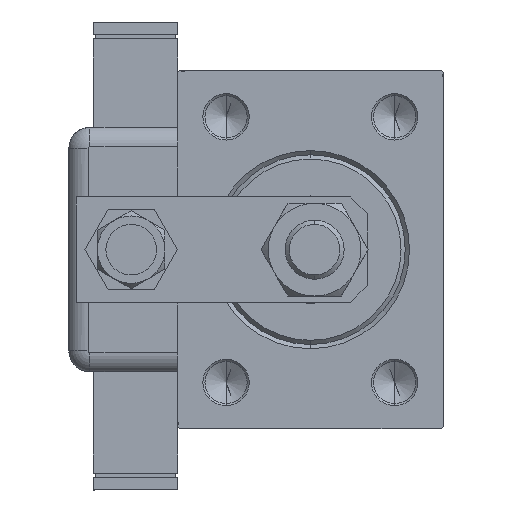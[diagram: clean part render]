
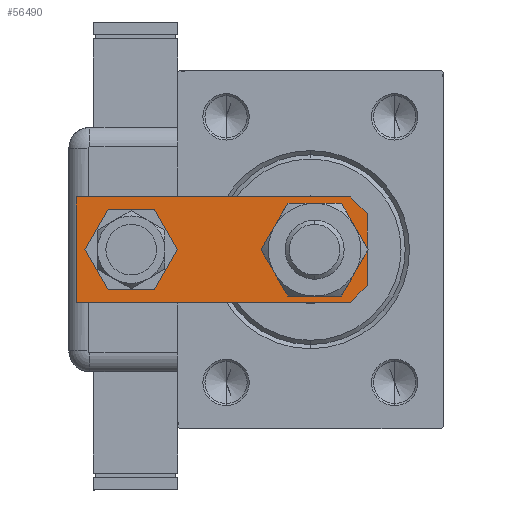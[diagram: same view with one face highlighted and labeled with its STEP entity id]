
A CAD part, left-side view. The second image highlights one B-rep face of the part: STEP entity #56490.
In plain terms, the highlighted face is planar.
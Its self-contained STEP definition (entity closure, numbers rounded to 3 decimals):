
#613 = EDGE_CURVE ( 'NONE', #17486, #59152, #45697, .T. ) ;
#1310 = VECTOR ( 'NONE', #43855, 1000. ) ;
#2535 = DIRECTION ( 'NONE',  ( 1., 0., 0. ) ) ;
#2761 = CIRCLE ( 'NONE', #59035, 7. ) ;
#3364 = EDGE_CURVE ( 'NONE', #4485, #4628, #55271, .T. ) ;
#3664 = VECTOR ( 'NONE', #39062, 1000. ) ;
#4375 = ORIENTED_EDGE ( 'NONE', *, *, #26243, .T. ) ;
#4485 = VERTEX_POINT ( 'NONE', #38886 ) ;
#4628 = VERTEX_POINT ( 'NONE', #19583 ) ;
#4952 = EDGE_CURVE ( 'NONE', #9818, #42965, #48890, .T. ) ;
#5358 = CARTESIAN_POINT ( 'NONE',  ( 12.5, 4., 0. ) ) ;
#5547 = CIRCLE ( 'NONE', #9570, 7. ) ;
#6250 = AXIS2_PLACEMENT_3D ( 'NONE', #36359, #7699, #22190 ) ;
#6272 = DIRECTION ( 'NONE',  ( 0., 0., 1. ) ) ;
#7385 = PLANE ( 'NONE',  #6250 ) ;
#7699 = DIRECTION ( 'NONE',  ( 0., 0., 1. ) ) ;
#7881 = DIRECTION ( 'NONE',  ( 0., 0., 1. ) ) ;
#9570 = AXIS2_PLACEMENT_3D ( 'NONE', #12603, #7881, #2535 ) ;
#9796 = LINE ( 'NONE', #5358, #3664 ) ;
#9799 = CARTESIAN_POINT ( 'NONE',  ( -12.5, 69., 0. ) ) ;
#9818 = VERTEX_POINT ( 'NONE', #20581 ) ;
#10080 = DIRECTION ( 'NONE',  ( 1., 0., 0. ) ) ;
#11213 = ORIENTED_EDGE ( 'NONE', *, *, #58685, .F. ) ;
#11467 = LINE ( 'NONE', #49875, #14076 ) ;
#12578 = ORIENTED_EDGE ( 'NONE', *, *, #31999, .T. ) ;
#12603 = CARTESIAN_POINT ( 'NONE',  ( 0., 12.5, 0. ) ) ;
#12747 = CARTESIAN_POINT ( 'NONE',  ( 8.5, 0., 0. ) ) ;
#12754 = EDGE_LOOP ( 'NONE', ( #47638, #25522, #46318, #11213, #44972, #4375 ) ) ;
#14076 = VECTOR ( 'NONE', #40741, 1000. ) ;
#14300 = CARTESIAN_POINT ( 'NONE',  ( 7., 12.5, 0. ) ) ;
#14636 = DIRECTION ( 'NONE',  ( 0., -1., 0. ) ) ;
#14865 = CARTESIAN_POINT ( 'NONE',  ( -8.5, 0., 0. ) ) ;
#17132 = FACE_BOUND ( 'NONE', #52433, .T. ) ;
#17440 = FACE_OUTER_BOUND ( 'NONE', #12754, .T. ) ;
#17486 = VERTEX_POINT ( 'NONE', #14300 ) ;
#17749 = VERTEX_POINT ( 'NONE', #9799 ) ;
#17968 = ORIENTED_EDGE ( 'NONE', *, *, #4952, .T. ) ;
#19583 = CARTESIAN_POINT ( 'NONE',  ( 12.5, 69., 0. ) ) ;
#20135 = DIRECTION ( 'NONE',  ( 0., 0., 1. ) ) ;
#20581 = CARTESIAN_POINT ( 'NONE',  ( -7., 56., 0. ) ) ;
#22190 = DIRECTION ( 'NONE',  ( 1., 0., 0. ) ) ;
#22240 = CARTESIAN_POINT ( 'NONE',  ( 7., 56., 0. ) ) ;
#22501 = FACE_BOUND ( 'NONE', #32147, .T. ) ;
#23079 = EDGE_CURVE ( 'NONE', #59152, #17486, #5547, .T. ) ;
#23188 = LINE ( 'NONE', #42693, #28474 ) ;
#25522 = ORIENTED_EDGE ( 'NONE', *, *, #59116, .T. ) ;
#25719 = EDGE_CURVE ( 'NONE', #17749, #59626, #48645, .T. ) ;
#26017 = DIRECTION ( 'NONE',  ( 0., 1., 0. ) ) ;
#26243 = EDGE_CURVE ( 'NONE', #4485, #40608, #9796, .T. ) ;
#26952 = CARTESIAN_POINT ( 'NONE',  ( 12.5, 0., 0. ) ) ;
#28474 = VECTOR ( 'NONE', #37360, 1000. ) ;
#28837 = CARTESIAN_POINT ( 'NONE',  ( -12.5, 69., 0. ) ) ;
#29647 = CARTESIAN_POINT ( 'NONE',  ( 0., 56., 0. ) ) ;
#30834 = AXIS2_PLACEMENT_3D ( 'NONE', #53199, #20135, #10080 ) ;
#31999 = EDGE_CURVE ( 'NONE', #42965, #9818, #2761, .T. ) ;
#32097 = CARTESIAN_POINT ( 'NONE',  ( -7., 12.5, 0. ) ) ;
#32147 = EDGE_LOOP ( 'NONE', ( #17968, #12578 ) ) ;
#35101 = VERTEX_POINT ( 'NONE', #60482 ) ;
#36359 = CARTESIAN_POINT ( 'NONE',  ( 0., 0., 0. ) ) ;
#36795 = VECTOR ( 'NONE', #14636, 1000. ) ;
#37360 = DIRECTION ( 'NONE',  ( -1., 0., 0. ) ) ;
#37869 = DIRECTION ( 'NONE',  ( 1., 0., 0. ) ) ;
#38700 = AXIS2_PLACEMENT_3D ( 'NONE', #49416, #6272, #41519 ) ;
#38738 = EDGE_CURVE ( 'NONE', #35101, #40608, #11467, .T. ) ;
#38886 = CARTESIAN_POINT ( 'NONE',  ( 12.5, 4., 0. ) ) ;
#39062 = DIRECTION ( 'NONE',  ( -0.707, -0.707, 0. ) ) ;
#40608 = VERTEX_POINT ( 'NONE', #12747 ) ;
#40741 = DIRECTION ( 'NONE',  ( 1., 0., 0. ) ) ;
#41519 = DIRECTION ( 'NONE',  ( 1., 0., 0. ) ) ;
#42693 = CARTESIAN_POINT ( 'NONE',  ( 12.5, 69., 0. ) ) ;
#42965 = VERTEX_POINT ( 'NONE', #22240 ) ;
#43855 = DIRECTION ( 'NONE',  ( -0.707, 0.707, 0. ) ) ;
#44146 = ORIENTED_EDGE ( 'NONE', *, *, #23079, .T. ) ;
#44972 = ORIENTED_EDGE ( 'NONE', *, *, #3364, .F. ) ;
#45697 = CIRCLE ( 'NONE', #38700, 7. ) ;
#46318 = ORIENTED_EDGE ( 'NONE', *, *, #25719, .F. ) ;
#47466 = ORIENTED_EDGE ( 'NONE', *, *, #613, .T. ) ;
#47638 = ORIENTED_EDGE ( 'NONE', *, *, #38738, .F. ) ;
#48645 = LINE ( 'NONE', #28837, #36795 ) ;
#48890 = CIRCLE ( 'NONE', #30834, 7. ) ;
#49416 = CARTESIAN_POINT ( 'NONE',  ( 0., 12.5, 0. ) ) ;
#49875 = CARTESIAN_POINT ( 'NONE',  ( -12.5, 0., 0. ) ) ;
#51838 = CARTESIAN_POINT ( 'NONE',  ( -12.5, 4., 0. ) ) ;
#52433 = EDGE_LOOP ( 'NONE', ( #44146, #47466 ) ) ;
#53199 = CARTESIAN_POINT ( 'NONE',  ( 0., 56., 0. ) ) ;
#53556 = DIRECTION ( 'NONE',  ( 0., 0., 1. ) ) ;
#55271 = LINE ( 'NONE', #26952, #56845 ) ;
#56490 = ADVANCED_FACE ( 'NONE', ( #17440, #22501, #17132 ), #7385, .F. ) ;
#56845 = VECTOR ( 'NONE', #26017, 1000. ) ;
#58016 = LINE ( 'NONE', #14865, #1310 ) ;
#58685 = EDGE_CURVE ( 'NONE', #4628, #17749, #23188, .T. ) ;
#59035 = AXIS2_PLACEMENT_3D ( 'NONE', #29647, #53556, #37869 ) ;
#59116 = EDGE_CURVE ( 'NONE', #35101, #59626, #58016, .T. ) ;
#59152 = VERTEX_POINT ( 'NONE', #32097 ) ;
#59626 = VERTEX_POINT ( 'NONE', #51838 ) ;
#60482 = CARTESIAN_POINT ( 'NONE',  ( -8.5, 0., 0. ) ) ;
